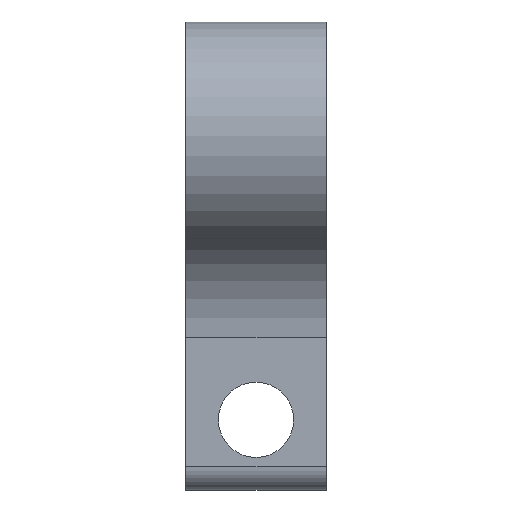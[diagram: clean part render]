
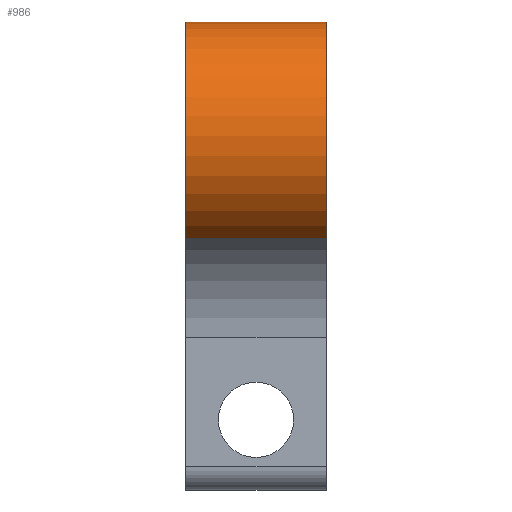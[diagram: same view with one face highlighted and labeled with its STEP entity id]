
A CAD part, left-side view. The second image highlights one B-rep face of the part: STEP entity #986.
In plain terms, the highlighted cylindrical face has radius 7.938 mm (diameter 15.875 mm), a partial arc.
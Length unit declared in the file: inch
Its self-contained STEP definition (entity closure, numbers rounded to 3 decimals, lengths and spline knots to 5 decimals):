
#6 = ORIENTED_EDGE ( 'NONE', *, *, #411, .F. ) ;
#68 = EDGE_CURVE ( 'NONE', #100, #1152, #176, .T. ) ;
#76 = CARTESIAN_POINT ( 'NONE',  ( -0.16609, 0.375, -0.26471 ) ) ;
#81 = CYLINDRICAL_SURFACE ( 'NONE', #606, 0.3125 ) ;
#100 = VERTEX_POINT ( 'NONE', #162 ) ;
#136 = DIRECTION ( 'NONE',  ( 0., 0., 1. ) ) ;
#162 = CARTESIAN_POINT ( 'NONE',  ( -0.16609, 0., -0.26471 ) ) ;
#176 = CIRCLE ( 'NONE', #1123, 0.3125 ) ;
#220 = EDGE_CURVE ( 'NONE', #875, #1152, #685, .T. ) ;
#231 = DIRECTION ( 'NONE',  ( 0., 1., 0. ) ) ;
#334 = CARTESIAN_POINT ( 'NONE',  ( -0.16609, 0.375, -0.26471 ) ) ;
#394 = DIRECTION ( 'NONE',  ( 0., 0., -1. ) ) ;
#411 = EDGE_CURVE ( 'NONE', #1175, #875, #903, .T. ) ;
#456 = CARTESIAN_POINT ( 'NONE',  ( 0., 0.375, 0.3125 ) ) ;
#518 = CARTESIAN_POINT ( 'NONE',  ( 0., 0., 0.3125 ) ) ;
#601 = CARTESIAN_POINT ( 'NONE',  ( 0., 0.375, 0. ) ) ;
#606 = AXIS2_PLACEMENT_3D ( 'NONE', #887, #1304, #394 ) ;
#627 = EDGE_LOOP ( 'NONE', ( #1310, #942, #1119, #6 ) ) ;
#633 = CARTESIAN_POINT ( 'NONE',  ( 0., 0.375, 0.3125 ) ) ;
#685 = LINE ( 'NONE', #633, #1187 ) ;
#694 = DIRECTION ( 'NONE',  ( 0., 0., 1. ) ) ;
#730 = CARTESIAN_POINT ( 'NONE',  ( 0., 0., 0. ) ) ;
#875 = VERTEX_POINT ( 'NONE', #456 ) ;
#887 = CARTESIAN_POINT ( 'NONE',  ( 0., 0.375, 0. ) ) ;
#903 = CIRCLE ( 'NONE', #967, 0.3125 ) ;
#913 = VECTOR ( 'NONE', #1269, 39.37008 ) ;
#917 = EDGE_CURVE ( 'NONE', #1175, #100, #970, .T. ) ;
#942 = ORIENTED_EDGE ( 'NONE', *, *, #68, .T. ) ;
#967 = AXIS2_PLACEMENT_3D ( 'NONE', #601, #998, #694 ) ;
#970 = LINE ( 'NONE', #76, #913 ) ;
#974 = FACE_OUTER_BOUND ( 'NONE', #627, .T. ) ;
#986 = ADVANCED_FACE ( 'NONE', ( #974 ), #81, .T. ) ;
#998 = DIRECTION ( 'NONE',  ( 0., 1., 0. ) ) ;
#1021 = DIRECTION ( 'NONE',  ( 0., -1., 0. ) ) ;
#1119 = ORIENTED_EDGE ( 'NONE', *, *, #220, .F. ) ;
#1123 = AXIS2_PLACEMENT_3D ( 'NONE', #730, #231, #136 ) ;
#1152 = VERTEX_POINT ( 'NONE', #518 ) ;
#1175 = VERTEX_POINT ( 'NONE', #334 ) ;
#1187 = VECTOR ( 'NONE', #1021, 39.37008 ) ;
#1269 = DIRECTION ( 'NONE',  ( 0., -1., 0. ) ) ;
#1304 = DIRECTION ( 'NONE',  ( 0., -1., 0. ) ) ;
#1310 = ORIENTED_EDGE ( 'NONE', *, *, #917, .T. ) ;
